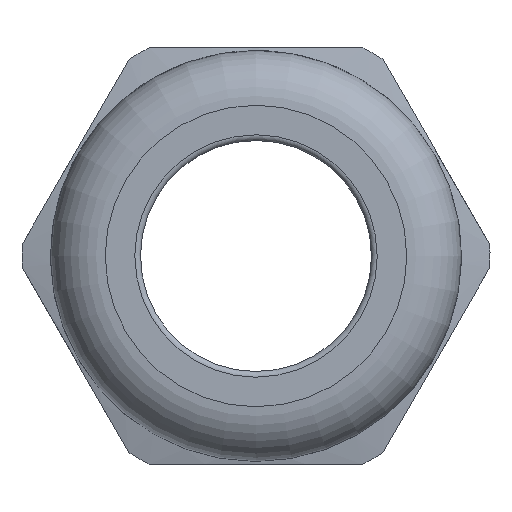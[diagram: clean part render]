
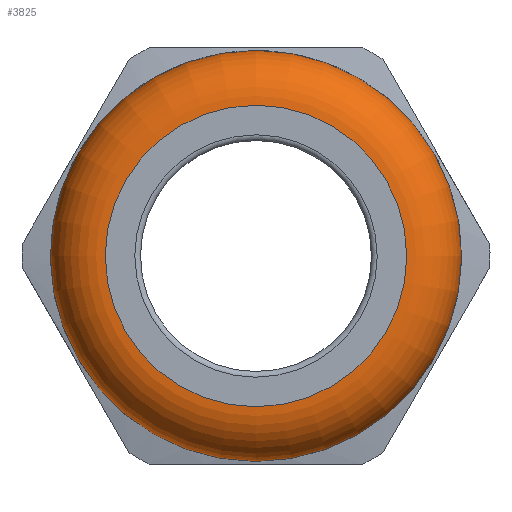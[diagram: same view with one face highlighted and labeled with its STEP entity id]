
A CAD part, left-side view. The second image highlights one B-rep face of the part: STEP entity #3825.
In plain terms, the highlighted toroidal (fillet/blend) face has major radius 7.96 mm and minor radius 2.89 mm.
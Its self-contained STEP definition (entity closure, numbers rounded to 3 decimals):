
#853=FACE_BOUND('',#1174,.T.);
#924=FACE_OUTER_BOUND('',#1173,.T.);
#1173=EDGE_LOOP('',(#2749));
#1174=EDGE_LOOP('',(#2750));
#1432=CIRCLE('',#4114,7.96);
#1448=CIRCLE('',#4150,10.85);
#1675=VERTEX_POINT('',#5827);
#1711=VERTEX_POINT('',#7193);
#2064=EDGE_CURVE('',#1675,#1675,#1432,.T.);
#2117=EDGE_CURVE('',#1711,#1711,#1448,.T.);
#2749=ORIENTED_EDGE('',*,*,#2117,.F.);
#2750=ORIENTED_EDGE('',*,*,#2064,.T.);
#3774=TOROIDAL_SURFACE('',#4149,7.96,2.89);
#3825=ADVANCED_FACE('',(#924,#853),#3774,.T.);
#4114=AXIS2_PLACEMENT_3D('',#5828,#4618,#4619);
#4149=AXIS2_PLACEMENT_3D('',#7192,#4703,#4704);
#4150=AXIS2_PLACEMENT_3D('',#7194,#4705,#4706);
#4618=DIRECTION('center_axis',(1.,0.,0.));
#4619=DIRECTION('ref_axis',(0.,0.,-1.));
#4703=DIRECTION('center_axis',(1.,0.,0.));
#4704=DIRECTION('ref_axis',(0.,0.,-1.));
#4705=DIRECTION('center_axis',(1.,0.,0.));
#4706=DIRECTION('ref_axis',(0.,0.,-1.));
#5827=CARTESIAN_POINT('',(-15.53,7.96,0.));
#5828=CARTESIAN_POINT('Origin',(-15.53,0.,0.));
#7192=CARTESIAN_POINT('Origin',(-12.64,0.,0.));
#7193=CARTESIAN_POINT('',(-12.64,10.85,0.));
#7194=CARTESIAN_POINT('Origin',(-12.64,0.,0.));
